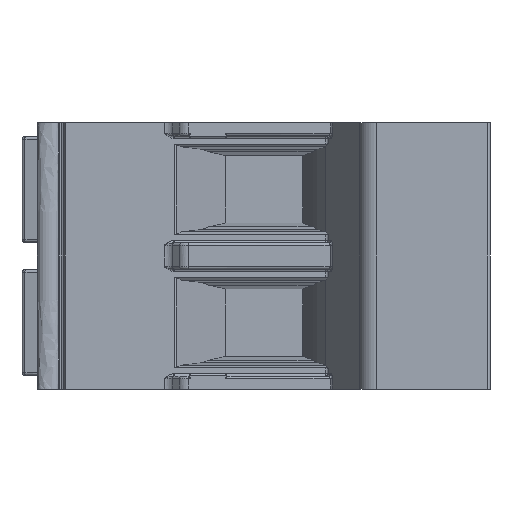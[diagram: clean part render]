
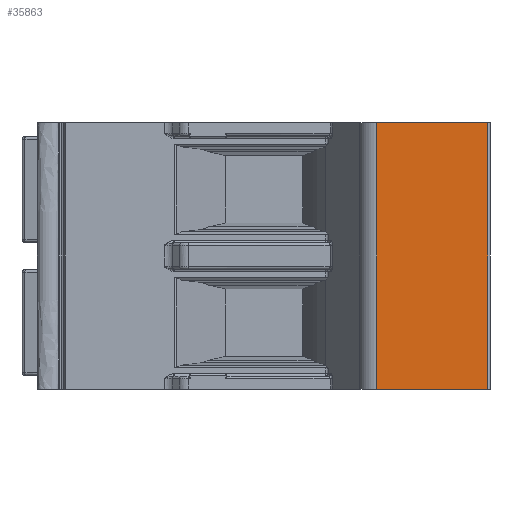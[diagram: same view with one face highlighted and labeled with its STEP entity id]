
A CAD part, left-side view. The second image highlights one B-rep face of the part: STEP entity #35863.
In plain terms, the highlighted planar face has unit normal (-1, 0, 0).
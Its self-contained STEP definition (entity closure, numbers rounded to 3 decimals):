
#96=DIRECTION('',(0.,-1.,0.));
#97=VECTOR('',#96,9.353);
#98=CARTESIAN_POINT('',(-22.75,-26.347,-16.875));
#99=LINE('',#98,#97);
#317=DIRECTION('',(0.,-1.,0.));
#318=VECTOR('',#317,9.353);
#319=CARTESIAN_POINT('',(-22.75,-26.347,5.625));
#320=LINE('',#319,#318);
#4583=DIRECTION('',(0.,0.,-1.));
#4584=VECTOR('',#4583,22.5);
#4585=CARTESIAN_POINT('',(-22.75,-26.347,5.625));
#4586=LINE('',#4585,#4584);
#4595=DIRECTION('',(0.,0.,1.));
#4596=VECTOR('',#4595,22.5);
#4597=CARTESIAN_POINT('',(-22.75,-35.7,-16.875));
#4598=LINE('',#4597,#4596);
#27769=CARTESIAN_POINT('',(-22.75,-35.7,-16.875));
#27771=VERTEX_POINT('',#27769);
#27772=CARTESIAN_POINT('',(-22.75,-26.347,-16.875));
#27773=VERTEX_POINT('',#27772);
#28133=CARTESIAN_POINT('',(-22.75,-35.7,5.625));
#28135=VERTEX_POINT('',#28133);
#28137=CARTESIAN_POINT('',(-22.75,-26.347,5.625));
#28138=VERTEX_POINT('',#28137);
#35851=CARTESIAN_POINT('',(-22.75,-25.217,-5.625));
#35852=DIRECTION('',(-1.,0.,0.));
#35853=DIRECTION('',(0.,-1.,0.));
#35854=AXIS2_PLACEMENT_3D('',#35851,#35852,#35853);
#35855=PLANE('',#35854);
#35857=ORIENTED_EDGE('',*,*,#35856,.F.);
#35858=ORIENTED_EDGE('',*,*,#29169,.F.);
#35859=ORIENTED_EDGE('',*,*,#35843,.F.);
#35860=ORIENTED_EDGE('',*,*,#29376,.T.);
#35861=EDGE_LOOP('',(#35857,#35858,#35859,#35860));
#35862=FACE_OUTER_BOUND('',#35861,.F.);
#35863=ADVANCED_FACE('',(#35862),#35855,.T.);
#29169=EDGE_CURVE('',#27773,#27771,#99,.T.);
#29376=EDGE_CURVE('',#28138,#28135,#320,.T.);
#35843=EDGE_CURVE('',#28138,#27773,#4586,.T.);
#35856=EDGE_CURVE('',#27771,#28135,#4598,.T.);
